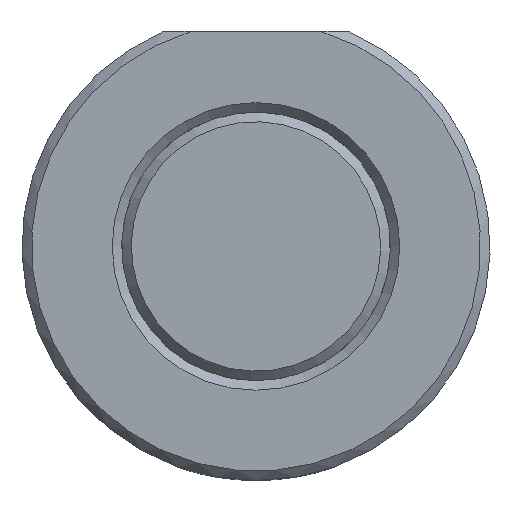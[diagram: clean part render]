
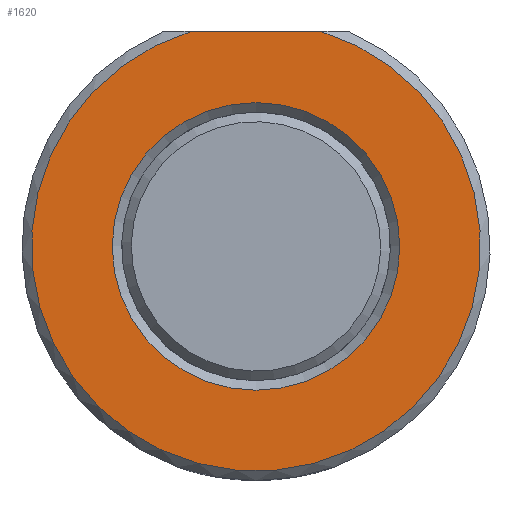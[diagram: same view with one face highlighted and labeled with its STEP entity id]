
A CAD part, left-side view. The second image highlights one B-rep face of the part: STEP entity #1620.
In plain terms, the highlighted planar face has unit normal (-1, 0, 0).
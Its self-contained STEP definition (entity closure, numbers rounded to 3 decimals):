
#124=LINE('',#3441,#170);
#170=VECTOR('',#2820,1000.);
#253=PLANE('',#2512);
#370=ORIENTED_EDGE('',*,*,#825,.T.);
#371=ORIENTED_EDGE('',*,*,#826,.T.);
#372=ORIENTED_EDGE('',*,*,#823,.T.);
#823=EDGE_CURVE('',#1056,#1056,#1209,.F.);
#825=EDGE_CURVE('',#1058,#1059,#124,.T.);
#826=EDGE_CURVE('',#1059,#1058,#1210,.T.);
#1056=VERTEX_POINT('',#3383);
#1058=VERTEX_POINT('',#3442);
#1059=VERTEX_POINT('',#3443);
#1209=CIRCLE('',#2511,1.505);
#1210=CIRCLE('',#2513,2.35);
#1322=EDGE_LOOP('',(#370,#371));
#1323=EDGE_LOOP('',(#372));
#1465=FACE_BOUND('',#1322,.T.);
#1466=FACE_BOUND('',#1323,.T.);
#1620=ADVANCED_FACE('',(#1465,#1466),#253,.T.);
#2511=AXIS2_PLACEMENT_3D('',#3382,#2816,#2817);
#2512=AXIS2_PLACEMENT_3D('',#3440,#2818,#2819);
#2513=AXIS2_PLACEMENT_3D('',#3444,#2821,#2822);
#2816=DIRECTION('',(-1.,0.,0.));
#2817=DIRECTION('',(0.,0.,1.));
#2818=DIRECTION('',(-1.,0.,0.));
#2819=DIRECTION('',(0.,0.,1.));
#2820=DIRECTION('',(0.,1.,0.));
#2821=DIRECTION('',(-1.,0.,0.));
#2822=DIRECTION('',(0.,0.,1.));
#3382=CARTESIAN_POINT('',(0.,0.,0.));
#3383=CARTESIAN_POINT('',(0.,0.,1.505));
#3440=CARTESIAN_POINT('',(0.,0.,0.));
#3441=CARTESIAN_POINT('',(0.,-9.621,2.25));
#3442=CARTESIAN_POINT('',(0.,-0.678,2.25));
#3443=CARTESIAN_POINT('',(0.,0.678,2.25));
#3444=CARTESIAN_POINT('',(0.,0.,0.));
